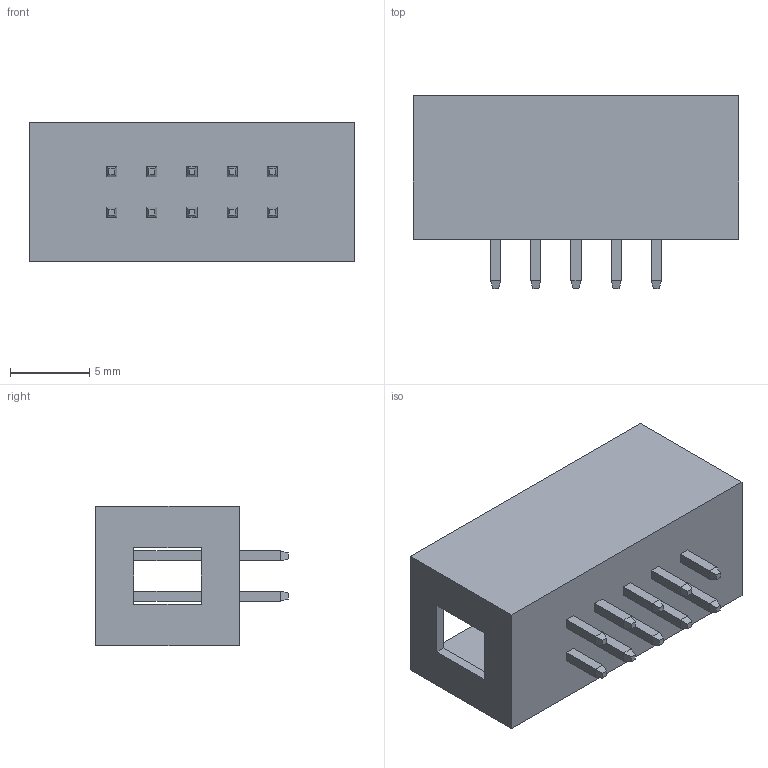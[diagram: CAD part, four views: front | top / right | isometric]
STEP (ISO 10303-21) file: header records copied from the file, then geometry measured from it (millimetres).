
FILE_DESCRIPTION (( 'STEP AP214' ), '1' );
FILE_NAME ('3175B59F-4BBC-4461-94A4-F77C7F534D87.STEP', '2024-05-16T03:08:46', ( '' ), ( '' ), 'SwSTEP 2.0', 'SolidWorks 2022', '' );
FILE_SCHEMA (( 'AUTOMOTIVE_DESIGN' ));
Length unit declared in the file: millimetre
Products named in the file (1): 3175B59F-4BBC-4461-94A4-F77C7F534D87
Bounding box: 20.6 x 12.2 x 8.8 mm (x, y, z)
Volume: 660.9 mm3; surface area: 1387.1 mm2
Topology: 1 solids, 1 shells, 200 faces, 460 edges, 280 vertices
Faces by surface type: plane 200
Entity records: 7666 total; most frequent: CARTESIAN_POINT 941, ORIENTED_EDGE 920, DIRECTION 862, LINE 460, EDGE_CURVE 460, VECTOR 460, VERTEX_POINT 280, EDGE_LOOP 222
